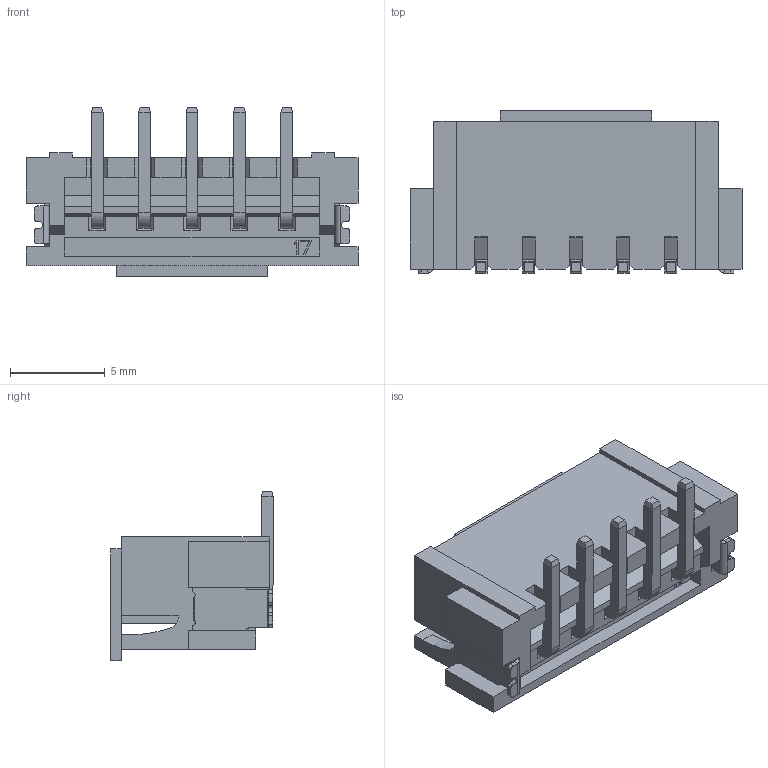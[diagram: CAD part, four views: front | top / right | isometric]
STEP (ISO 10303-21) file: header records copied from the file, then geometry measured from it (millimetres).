
FILE_DESCRIPTION((''),'2;1');
FILE_NAME('PRT0001','2020-07-05T',('Administrator'),(''),'PRO/ENGINEER BY PARAMETRIC TECHNOLOGY CORPORATION, 2009440','PRO/ENGINEER BY PARAMETRIC TECHNOLOGY CORPORATION, 2009440','');
FILE_SCHEMA(('CONFIG_CONTROL_DESIGN'));
Length unit declared in the file: millimetre
Products named in the file (1): PRT0001
Bounding box: 17.5 x 8.56 x 8.95 mm (x, y, z)
Volume: 400.6 mm3; surface area: 1160.9 mm2
Topology: 1 solids, 1 shells, 450 faces, 1272 edges, 812 vertices
Faces by surface type: plane 383, cylinder 67
Entity records: 14342 total; most frequent: CARTESIAN_POINT 2548, ORIENTED_EDGE 2544, DIRECTION 2306, EDGE_CURVE 1272, VECTOR 1122, LINE 1122, VERTEX_POINT 812, AXIS2_PLACEMENT_3D 592
